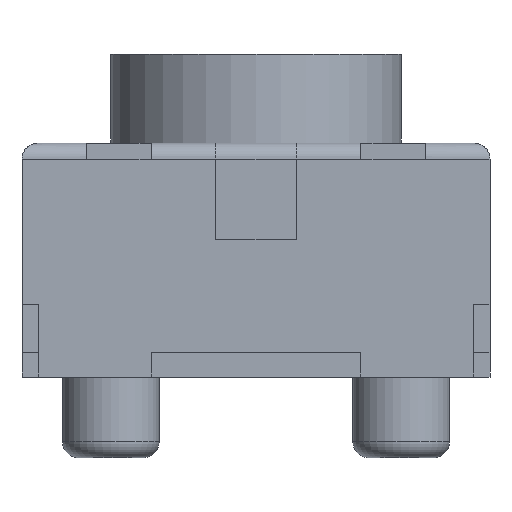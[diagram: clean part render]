
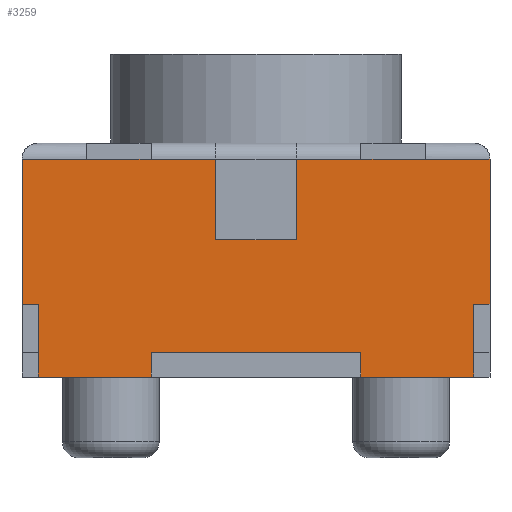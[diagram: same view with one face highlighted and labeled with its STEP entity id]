
A CAD part, front view. The second image highlights one B-rep face of the part: STEP entity #3259.
In plain terms, the highlighted planar face has unit normal (0, -1, 0).
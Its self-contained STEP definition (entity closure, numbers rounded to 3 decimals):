
#75=PLANE('',#3506);
#203=FACE_OUTER_BOUND('',#388,.T.);
#388=EDGE_LOOP('',(#2288,#2289,#2290,#2291,#2292,#2293,#2294,#2295,#2296,
#2297,#2298,#2299,#2300,#2301,#2302,#2303));
#579=LINE('',#4852,#946);
#591=LINE('',#4888,#958);
#592=LINE('',#4891,#959);
#596=LINE('',#4899,#963);
#597=LINE('',#4901,#964);
#598=LINE('',#4903,#965);
#599=LINE('',#4905,#966);
#600=LINE('',#4907,#967);
#601=LINE('',#4909,#968);
#602=LINE('',#4911,#969);
#603=LINE('',#4913,#970);
#604=LINE('',#4915,#971);
#605=LINE('',#4917,#972);
#606=LINE('',#4919,#973);
#607=LINE('',#4920,#974);
#608=LINE('',#4921,#975);
#946=VECTOR('',#3857,10.);
#958=VECTOR('',#3889,10.);
#959=VECTOR('',#3892,10.);
#963=VECTOR('',#3898,10.);
#964=VECTOR('',#3899,10.);
#965=VECTOR('',#3900,10.);
#966=VECTOR('',#3901,10.);
#967=VECTOR('',#3902,10.);
#968=VECTOR('',#3903,10.);
#969=VECTOR('',#3904,10.);
#970=VECTOR('',#3905,10.);
#971=VECTOR('',#3906,10.);
#972=VECTOR('',#3907,10.);
#973=VECTOR('',#3908,10.);
#974=VECTOR('',#3909,10.);
#975=VECTOR('',#3910,10.);
#1422=VERTEX_POINT('',#4850);
#1423=VERTEX_POINT('',#4851);
#1434=VERTEX_POINT('',#4881);
#1437=VERTEX_POINT('',#4886);
#1438=VERTEX_POINT('',#4890);
#1441=VERTEX_POINT('',#4898);
#1442=VERTEX_POINT('',#4900);
#1443=VERTEX_POINT('',#4902);
#1444=VERTEX_POINT('',#4904);
#1445=VERTEX_POINT('',#4906);
#1446=VERTEX_POINT('',#4908);
#1447=VERTEX_POINT('',#4910);
#1448=VERTEX_POINT('',#4912);
#1449=VERTEX_POINT('',#4914);
#1450=VERTEX_POINT('',#4916);
#1451=VERTEX_POINT('',#4918);
#1745=EDGE_CURVE('',#1422,#1423,#579,.T.);
#1763=EDGE_CURVE('',#1437,#1434,#591,.T.);
#1764=EDGE_CURVE('',#1438,#1434,#592,.T.);
#1768=EDGE_CURVE('',#1441,#1422,#596,.T.);
#1769=EDGE_CURVE('',#1441,#1442,#597,.T.);
#1770=EDGE_CURVE('',#1442,#1443,#598,.T.);
#1771=EDGE_CURVE('',#1444,#1443,#599,.T.);
#1772=EDGE_CURVE('',#1444,#1445,#600,.T.);
#1773=EDGE_CURVE('',#1445,#1446,#601,.T.);
#1774=EDGE_CURVE('',#1446,#1447,#602,.T.);
#1775=EDGE_CURVE('',#1448,#1447,#603,.T.);
#1776=EDGE_CURVE('',#1448,#1449,#604,.T.);
#1777=EDGE_CURVE('',#1450,#1449,#605,.T.);
#1778=EDGE_CURVE('',#1450,#1451,#606,.T.);
#1779=EDGE_CURVE('',#1451,#1438,#607,.T.);
#1780=EDGE_CURVE('',#1437,#1423,#608,.T.);
#2288=ORIENTED_EDGE('',*,*,#1745,.F.);
#2289=ORIENTED_EDGE('',*,*,#1768,.F.);
#2290=ORIENTED_EDGE('',*,*,#1769,.T.);
#2291=ORIENTED_EDGE('',*,*,#1770,.T.);
#2292=ORIENTED_EDGE('',*,*,#1771,.F.);
#2293=ORIENTED_EDGE('',*,*,#1772,.T.);
#2294=ORIENTED_EDGE('',*,*,#1773,.T.);
#2295=ORIENTED_EDGE('',*,*,#1774,.T.);
#2296=ORIENTED_EDGE('',*,*,#1775,.F.);
#2297=ORIENTED_EDGE('',*,*,#1776,.T.);
#2298=ORIENTED_EDGE('',*,*,#1777,.F.);
#2299=ORIENTED_EDGE('',*,*,#1778,.T.);
#2300=ORIENTED_EDGE('',*,*,#1779,.T.);
#2301=ORIENTED_EDGE('',*,*,#1764,.T.);
#2302=ORIENTED_EDGE('',*,*,#1763,.F.);
#2303=ORIENTED_EDGE('',*,*,#1780,.T.);
#3259=ADVANCED_FACE('',(#203),#75,.F.);
#3506=AXIS2_PLACEMENT_3D('',#4897,#3896,#3897);
#3857=DIRECTION('',(1.,0.,0.));
#3889=DIRECTION('',(1.,0.,0.));
#3892=DIRECTION('',(0.,0.,1.));
#3896=DIRECTION('center_axis',(0.,1.,0.));
#3897=DIRECTION('ref_axis',(0.,0.,1.));
#3898=DIRECTION('',(0.,0.,1.));
#3899=DIRECTION('',(1.,0.,0.));
#3900=DIRECTION('',(0.,0.,-1.));
#3901=DIRECTION('',(-1.,0.,0.));
#3902=DIRECTION('',(0.,0.,1.));
#3903=DIRECTION('',(1.,0.,0.));
#3904=DIRECTION('',(0.,0.,1.));
#3905=DIRECTION('',(1.,0.,0.));
#3906=DIRECTION('',(-1.,0.,0.));
#3907=DIRECTION('',(1.,0.,0.));
#3908=DIRECTION('',(0.,0.,-1.));
#3909=DIRECTION('',(-1.,0.,0.));
#3910=DIRECTION('',(-1.,0.,0.));
#4850=CARTESIAN_POINT('',(-1.45,-1.95,1.35));
#4851=CARTESIAN_POINT('',(-1.05,-1.95,1.35));
#4852=CARTESIAN_POINT('',(0.,-1.95,1.35));
#4881=CARTESIAN_POINT('',(-0.25,-1.95,1.35));
#4886=CARTESIAN_POINT('',(-0.65,-1.95,1.35));
#4888=CARTESIAN_POINT('',(0.,-1.95,1.35));
#4890=CARTESIAN_POINT('',(-0.25,-1.95,0.85));
#4891=CARTESIAN_POINT('',(-0.25,-1.95,1.088));
#4897=CARTESIAN_POINT('Origin',(0.,-1.95,0.725));
#4898=CARTESIAN_POINT('',(-1.45,-1.95,0.45));
#4899=CARTESIAN_POINT('',(-1.45,-1.95,0.725));
#4900=CARTESIAN_POINT('',(-1.35,-1.95,0.45));
#4901=CARTESIAN_POINT('',(-0.725,-1.95,0.45));
#4902=CARTESIAN_POINT('',(-1.35,-1.95,0.));
#4903=CARTESIAN_POINT('',(-1.35,-1.95,0.475));
#4904=CARTESIAN_POINT('',(1.35,-1.95,0.));
#4905=CARTESIAN_POINT('',(0.,-1.95,0.));
#4906=CARTESIAN_POINT('',(1.35,-1.95,0.45));
#4907=CARTESIAN_POINT('',(1.35,-1.95,0.475));
#4908=CARTESIAN_POINT('',(1.45,-1.95,0.45));
#4909=CARTESIAN_POINT('',(0.725,-1.95,0.45));
#4910=CARTESIAN_POINT('',(1.45,-1.95,1.35));
#4911=CARTESIAN_POINT('',(1.45,-1.95,0.725));
#4912=CARTESIAN_POINT('',(1.05,-1.95,1.35));
#4913=CARTESIAN_POINT('',(0.,-1.95,1.35));
#4914=CARTESIAN_POINT('',(0.65,-1.95,1.35));
#4915=CARTESIAN_POINT('',(0.,-1.95,1.35));
#4916=CARTESIAN_POINT('',(0.25,-1.95,1.35));
#4917=CARTESIAN_POINT('',(0.,-1.95,1.35));
#4918=CARTESIAN_POINT('',(0.25,-1.95,0.85));
#4919=CARTESIAN_POINT('',(0.25,-1.95,1.088));
#4920=CARTESIAN_POINT('',(-0.125,-1.95,0.85));
#4921=CARTESIAN_POINT('',(0.,-1.95,1.35));
